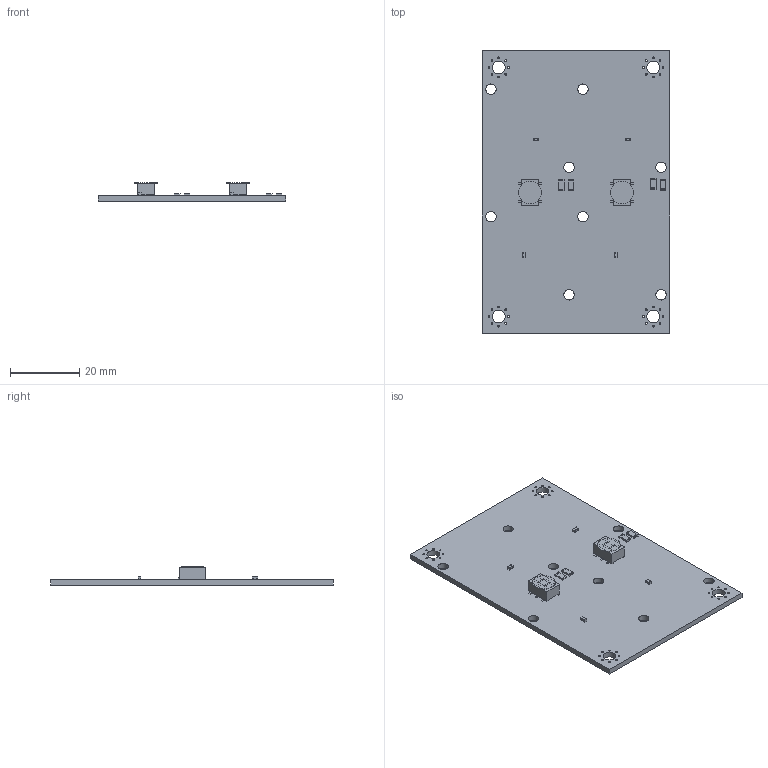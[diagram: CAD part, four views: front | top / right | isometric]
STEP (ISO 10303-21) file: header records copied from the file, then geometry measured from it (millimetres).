
FILE_DESCRIPTION(('KiCad electronic assembly'),'2;1');
FILE_NAME('Pressure_sensor_daughterboard-MS5607-MS5803.step', '2020-07-04T16:23:11',('An Author'),('A Company'), 'Open CASCADE STEP processor 6.9','KiCad to STEP converter','Unknown' );
FILE_SCHEMA(('AUTOMOTIVE_DESIGN { 1 0 10303 214 1 1 1 1 }'));
Length unit declared in the file: millimetre
Products named in the file (8): Open CASCADE STEP translator 6.9 1; R_1206_3216Metric; SOLID; HLE-103-02-L-DV-BE-K-TR; COMPOUND; C_0603_1608Metric
Assembly tree (14 placements, depth 3):
  Open CASCADE STEP translator 6.9 1
    R_1206_3216Metric  x4
      SOLID
    HLE-103-02-L-DV-BE-K-TR  x2
      COMPOUND
    C_0603_1608Metric  x4
      SOLID
    COMPOUND
Bounding box: 54 x 81.25 x 5.28 mm (x, y, z)
Volume: 7148.4 mm3; surface area: 10309.9 mm2
Topology: 15 solids, 15 shells, 640 faces, 1730 edges, 1132 vertices
Faces by surface type: plane 478, cylinder 162
Full cylindrical faces by diameter (mm): 0.5 x32, 0.97 x12, 3 x8, 3.7 x4, 6.502 x2
Entity records: 22533 total; most frequent: CARTESIAN_POINT 4132, DIRECTION 3112, LINE 2086, VECTOR 2086, ORIENTED_EDGE 1630, PCURVE 1630, DEFINITIONAL_REPRESENTATION 1630, EDGE_CURVE 815
